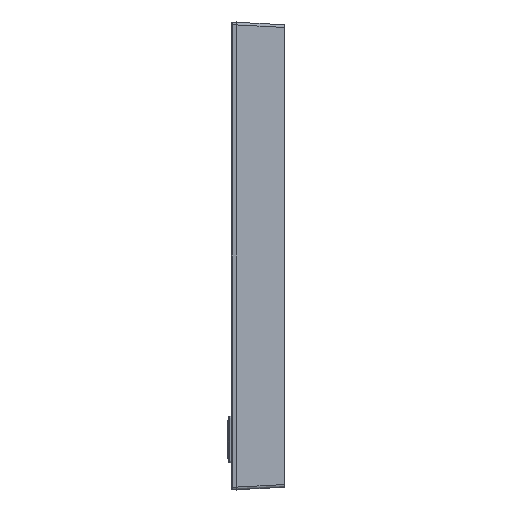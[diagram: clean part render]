
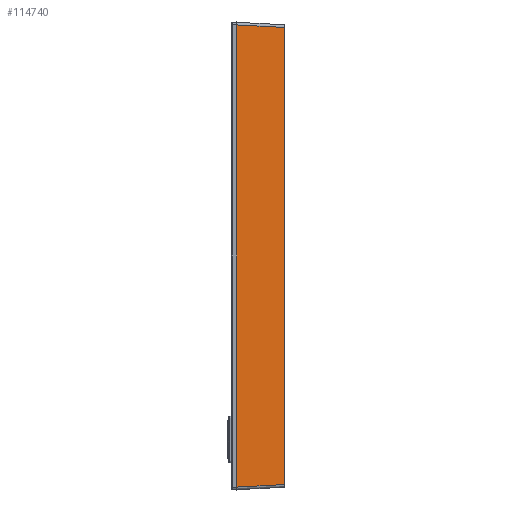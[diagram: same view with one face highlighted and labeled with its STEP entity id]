
A CAD part, left-side view. The second image highlights one B-rep face of the part: STEP entity #114740.
In plain terms, the highlighted planar face has unit normal (-0.999, -0.052, 0).
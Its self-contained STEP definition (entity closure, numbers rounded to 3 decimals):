
#34997=CARTESIAN_POINT('',(-43.478,0.,42.979));
#35044=CARTESIAN_POINT('',(-43.478,0.,-42.979));
#35077=DIRECTION('',(0.052,-0.997,-0.052));
#35078=VECTOR('',#35077,9.025);
#35079=CARTESIAN_POINT('',(-43.95,9.,43.451));
#35080=LINE('109022',#35079,#35078);
#35084=DIRECTION('',(0.,0.,1.));
#35085=VECTOR('',#35084,85.958);
#35086=CARTESIAN_POINT('',(-43.478,0.,-42.979));
#35087=LINE('109035',#35086,#35085);
#35091=DIRECTION('',(0.052,-0.997,0.052));
#35092=VECTOR('',#35091,9.025);
#35093=CARTESIAN_POINT('',(-43.95,9.,-43.451));
#35094=LINE('109030',#35093,#35092);
#35181=DIRECTION('',(0.,0.,1.));
#35182=VECTOR('',#35181,86.901);
#35183=CARTESIAN_POINT('',(-43.95,9.,-43.451));
#35184=LINE('109039',#35183,#35182);
#70151=VERTEX_POINT('',#34997);
#70155=CARTESIAN_POINT('',(-43.95,9.,43.451));
#70156=VERTEX_POINT('',#70155);
#70170=VERTEX_POINT('',#35044);
#70171=CARTESIAN_POINT('',(-43.95,9.,-43.451));
#70172=VERTEX_POINT('',#70171);
#114727=CARTESIAN_POINT('',(-43.95,9.,-43.95));
#114728=DIRECTION('',(0.999,0.052,0.));
#114729=DIRECTION('',(0.,0.,1.));
#114730=AXIS2_PLACEMENT_3D('',#114727,#114728,#114729);
#114731=PLANE('106114',#114730);
#114732=ORIENTED_EDGE('109022',*,*,#114711,.T.);
#114733=ORIENTED_EDGE('109035',*,*,#114676,.F.);
#114735=ORIENTED_EDGE('109030',*,*,#114734,.F.);
#114737=ORIENTED_EDGE('109039',*,*,#114736,.T.);
#114738=EDGE_LOOP('106114',(#114732,#114733,#114735,#114737));
#114739=FACE_OUTER_BOUND('106114',#114738,.F.);
#114740=ADVANCED_FACE('106114',(#114739),#114731,.F.);
#114676=EDGE_CURVE('109035',#70170,#70151,#35087,.T.);
#114711=EDGE_CURVE('109022',#70156,#70151,#35080,.T.);
#114734=EDGE_CURVE('109030',#70172,#70170,#35094,.T.);
#114736=EDGE_CURVE('109039',#70172,#70156,#35184,.T.);
